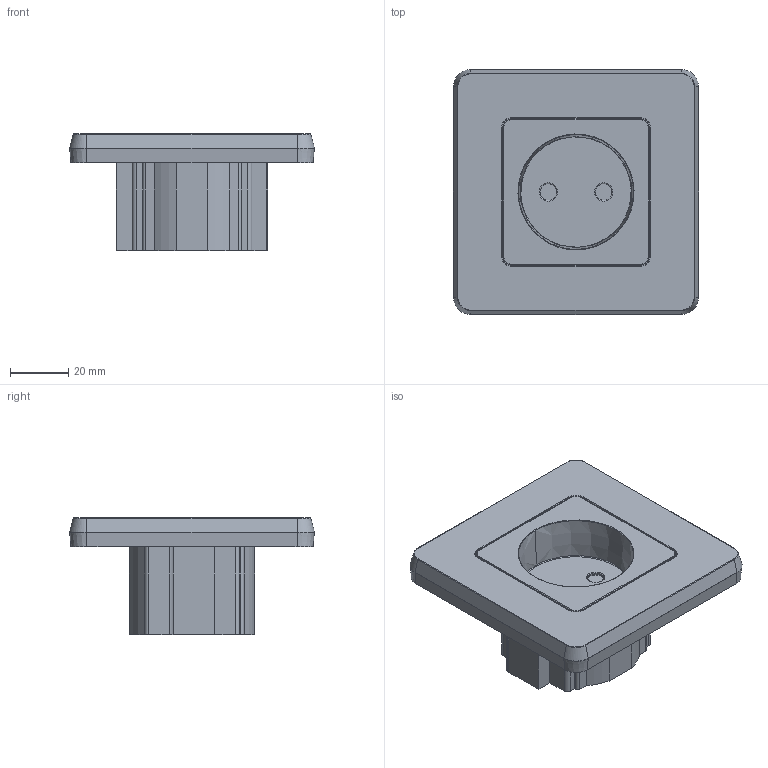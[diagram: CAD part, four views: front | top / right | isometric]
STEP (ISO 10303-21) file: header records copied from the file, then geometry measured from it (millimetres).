
FILE_DESCRIPTION (( 'STEP AP203' ), '1' );
FILE_NAME ('ðîçåòêà 1-ìåñòíàÿ áåç çê.STEP', '2025-05-27T11:56:14', ( '' ), ( '' ), 'SwSTEP 2.0', 'SolidWorks 2022', '' );
FILE_SCHEMA (( 'CONFIG_CONTROL_DESIGN' ));
Length unit declared in the file: millimetre
Products named in the file (1): розетка 1-местная без зк
Bounding box: 84 x 84 x 40.15 mm (x, y, z)
Volume: 103624.8 mm3; surface area: 25062.5 mm2
Topology: 1 solids, 6 shells, 180 faces, 442 edges, 281 vertices
Faces by surface type: plane 59, cone 32, cylinder 31, bspline 30, torus 28
Entity records: 7806 total; most frequent: CARTESIAN_POINT 3648, ORIENTED_EDGE 884, DIRECTION 811, EDGE_CURVE 442, AXIS2_PLACEMENT_3D 314, VERTEX_POINT 281, EDGE_LOOP 189, VECTOR 183
